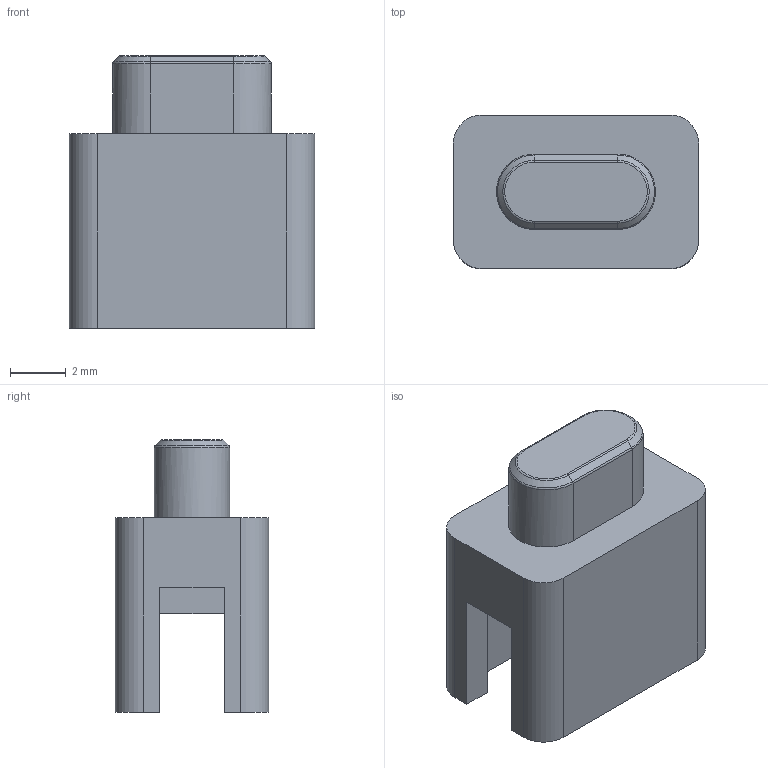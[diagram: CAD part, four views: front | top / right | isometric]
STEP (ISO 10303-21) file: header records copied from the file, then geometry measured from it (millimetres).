
FILE_DESCRIPTION(('FreeCAD Model'),'2;1');
FILE_NAME('Open CASCADE Shape Model','2025-07-31T19:57:03',('FreeCAD'),( 'FreeCAD'),'Open CASCADE STEP processor 7.7','FreeCAD','Unknown');
FILE_SCHEMA(('AUTOMOTIVE_DESIGN { 1 0 10303 214 1 1 1 1 }'));
Length unit declared in the file: millimetre
Products named in the file (1): Open CASCADE STEP translator 7.7 5
Bounding box: 8.8 x 5.5 x 9.8 mm (x, y, z)
Volume: 229.6 mm3; surface area: 409.9 mm2
Topology: 1 solids, 1 shells, 47 faces, 120 edges, 76 vertices
Faces by surface type: plane 31, cylinder 10, bspline 2, cone 2, torus 2
Entity records: 1462 total; most frequent: CARTESIAN_POINT 320, ORIENTED_EDGE 240, DIRECTION 228, EDGE_CURVE 120, LINE 94, VECTOR 94, VERTEX_POINT 76, AXIS2_PLACEMENT_3D 67
